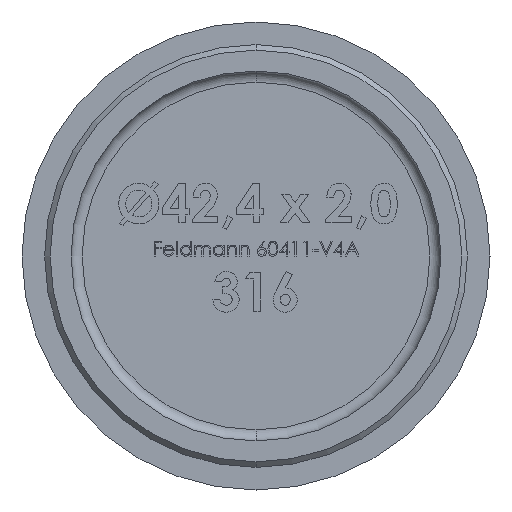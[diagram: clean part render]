
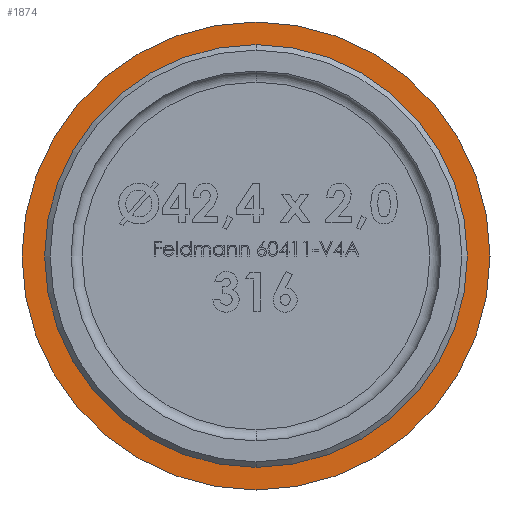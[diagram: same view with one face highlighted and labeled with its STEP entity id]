
A CAD part, front view. The second image highlights one B-rep face of the part: STEP entity #1874.
In plain terms, the highlighted planar face has unit normal (0, -1, 0).
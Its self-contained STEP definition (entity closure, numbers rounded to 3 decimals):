
#431 = ORIENTED_EDGE ( 'NONE', *, *, #7738, .T. ) ;
#948 = CARTESIAN_POINT ( 'NONE',  ( 21.2, 30., 0. ) ) ;
#1341 = AXIS2_PLACEMENT_3D ( 'NONE', #4742, #6157, #5057 ) ;
#1384 = CIRCLE ( 'NONE', #1462, 21.2 ) ;
#1462 = AXIS2_PLACEMENT_3D ( 'NONE', #3666, #10559, #14592 ) ;
#1874 = ADVANCED_FACE ( 'NONE', ( #17452, #3686 ), #9383, .T. ) ;
#1881 = AXIS2_PLACEMENT_3D ( 'NONE', #948, #3633, #2172 ) ;
#2172 = DIRECTION ( 'NONE',  ( 0., 0., -1. ) ) ;
#3630 = DIRECTION ( 'NONE',  ( 0., 0., -1. ) ) ;
#3633 = DIRECTION ( 'NONE',  ( 0., -1., 0. ) ) ;
#3666 = CARTESIAN_POINT ( 'NONE',  ( 0., 30., 0. ) ) ;
#3686 = FACE_BOUND ( 'NONE', #17230, .T. ) ;
#3694 = CARTESIAN_POINT ( 'NONE',  ( 0., 30., 0. ) ) ;
#3831 = VERTEX_POINT ( 'NONE', #9811 ) ;
#3857 = DIRECTION ( 'NONE',  ( 0., -1., 0. ) ) ;
#3875 = ORIENTED_EDGE ( 'NONE', *, *, #9658, .T. ) ;
#3889 = ORIENTED_EDGE ( 'NONE', *, *, #16204, .F. ) ;
#4539 = CIRCLE ( 'NONE', #11808, 18.95 ) ;
#4742 = CARTESIAN_POINT ( 'NONE',  ( 0., 30., 0. ) ) ;
#5040 = EDGE_CURVE ( 'NONE', #16401, #13262, #11924, .T. ) ;
#5057 = DIRECTION ( 'NONE',  ( 0., 0., -1. ) ) ;
#5142 = AXIS2_PLACEMENT_3D ( 'NONE', #18006, #3857, #8093 ) ;
#5216 = VERTEX_POINT ( 'NONE', #16425 ) ;
#6157 = DIRECTION ( 'NONE',  ( 0., -1., 0. ) ) ;
#7710 = CARTESIAN_POINT ( 'NONE',  ( 0., 30., 18.95 ) ) ;
#7738 = EDGE_CURVE ( 'NONE', #5216, #3831, #1384, .T. ) ;
#8093 = DIRECTION ( 'NONE',  ( 0., 0., -1. ) ) ;
#8302 = EDGE_LOOP ( 'NONE', ( #431, #3875 ) ) ;
#9383 = PLANE ( 'NONE',  #1881 ) ;
#9658 = EDGE_CURVE ( 'NONE', #3831, #5216, #12906, .T. ) ;
#9811 = CARTESIAN_POINT ( 'NONE',  ( 0., 30., 21.2 ) ) ;
#10559 = DIRECTION ( 'NONE',  ( 0., -1., 0. ) ) ;
#11212 = ORIENTED_EDGE ( 'NONE', *, *, #5040, .F. ) ;
#11808 = AXIS2_PLACEMENT_3D ( 'NONE', #3694, #17548, #3630 ) ;
#11924 = CIRCLE ( 'NONE', #1341, 18.95 ) ;
#12906 = CIRCLE ( 'NONE', #5142, 21.2 ) ;
#13262 = VERTEX_POINT ( 'NONE', #7710 ) ;
#14592 = DIRECTION ( 'NONE',  ( 0., 0., -1. ) ) ;
#16204 = EDGE_CURVE ( 'NONE', #13262, #16401, #4539, .T. ) ;
#16401 = VERTEX_POINT ( 'NONE', #16499 ) ;
#16425 = CARTESIAN_POINT ( 'NONE',  ( 0., 30., -21.2 ) ) ;
#16499 = CARTESIAN_POINT ( 'NONE',  ( 0., 30., -18.95 ) ) ;
#17230 = EDGE_LOOP ( 'NONE', ( #11212, #3889 ) ) ;
#17452 = FACE_OUTER_BOUND ( 'NONE', #8302, .T. ) ;
#17548 = DIRECTION ( 'NONE',  ( 0., -1., 0. ) ) ;
#18006 = CARTESIAN_POINT ( 'NONE',  ( 0., 30., 0. ) ) ;
